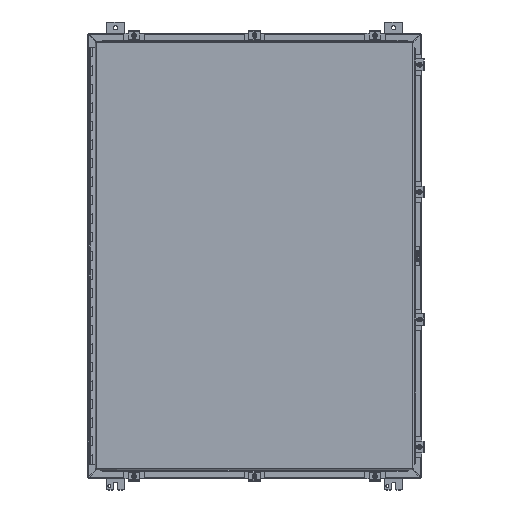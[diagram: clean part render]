
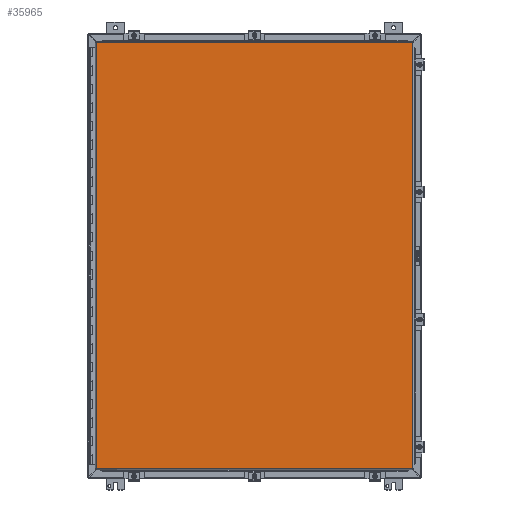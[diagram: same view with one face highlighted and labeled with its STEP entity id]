
A CAD part, top view. The second image highlights one B-rep face of the part: STEP entity #35965.
In plain terms, the highlighted face is planar.
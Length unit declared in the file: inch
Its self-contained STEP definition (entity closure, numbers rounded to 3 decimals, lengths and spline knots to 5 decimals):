
#1251 = VERTEX_POINT ( 'NONE', #7702 ) ;
#2108 = ORIENTED_EDGE ( 'NONE', *, *, #39390, .T. ) ;
#2271 = CARTESIAN_POINT ( 'NONE',  ( 17.08225, -22.9885, 0. ) ) ;
#2460 = VECTOR ( 'NONE', #14207, 39.37008 ) ;
#2566 = EDGE_LOOP ( 'NONE', ( #38834, #14568, #2108, #26049 ) ) ;
#4513 = LINE ( 'NONE', #42806, #45137 ) ;
#5470 = VERTEX_POINT ( 'NONE', #43026 ) ;
#7702 = CARTESIAN_POINT ( 'NONE',  ( 17.08225, 22.9885, 0. ) ) ;
#8492 = LINE ( 'NONE', #2271, #15287 ) ;
#8958 = VERTEX_POINT ( 'NONE', #44086 ) ;
#8991 = EDGE_CURVE ( 'NONE', #5470, #1251, #4513, .T. ) ;
#11701 = VERTEX_POINT ( 'NONE', #21230 ) ;
#13978 = CARTESIAN_POINT ( 'NONE',  ( -17.08225, -22.9885, 0. ) ) ;
#14207 = DIRECTION ( 'NONE',  ( 0., 1., 0. ) ) ;
#14568 = ORIENTED_EDGE ( 'NONE', *, *, #8991, .T. ) ;
#15287 = VECTOR ( 'NONE', #36929, 39.37008 ) ;
#19310 = EDGE_CURVE ( 'NONE', #8958, #11701, #8492, .T. ) ;
#21230 = CARTESIAN_POINT ( 'NONE',  ( -17.08225, -22.9885, 0. ) ) ;
#23496 = LINE ( 'NONE', #13978, #2460 ) ;
#26049 = ORIENTED_EDGE ( 'NONE', *, *, #19310, .T. ) ;
#27117 = VECTOR ( 'NONE', #44792, 39.37008 ) ;
#28974 = CARTESIAN_POINT ( 'NONE',  ( 17.08225, 22.9885, 0. ) ) ;
#35757 = EDGE_CURVE ( 'NONE', #11701, #5470, #23496, .T. ) ;
#35965 = ADVANCED_FACE ( 'NONE', ( #47943 ), #50173, .F. ) ;
#36929 = DIRECTION ( 'NONE',  ( -1., 0., 0. ) ) ;
#37561 = LINE ( 'NONE', #28974, #27117 ) ;
#38834 = ORIENTED_EDGE ( 'NONE', *, *, #35757, .T. ) ;
#39390 = EDGE_CURVE ( 'NONE', #1251, #8958, #37561, .T. ) ;
#42770 = DIRECTION ( 'NONE',  ( 1., 0., 0. ) ) ;
#42806 = CARTESIAN_POINT ( 'NONE',  ( -17.08225, 22.9885, 0. ) ) ;
#43026 = CARTESIAN_POINT ( 'NONE',  ( -17.08225, 22.9885, 0. ) ) ;
#44086 = CARTESIAN_POINT ( 'NONE',  ( 17.08225, -22.9885, 0. ) ) ;
#44792 = DIRECTION ( 'NONE',  ( 0., -1., 0. ) ) ;
#45137 = VECTOR ( 'NONE', #42770, 39.37008 ) ;
#46767 = AXIS2_PLACEMENT_3D ( 'NONE', #49485, #49424, #49418 ) ;
#47943 = FACE_OUTER_BOUND ( 'NONE', #2566, .T. ) ;
#49418 = DIRECTION ( 'NONE',  ( 1., 0., 0. ) ) ;
#49424 = DIRECTION ( 'NONE',  ( 0., 0., 1. ) ) ;
#49485 = CARTESIAN_POINT ( 'NONE',  ( 0., 0., 0. ) ) ;
#50173 = PLANE ( 'NONE',  #46767 ) ;
